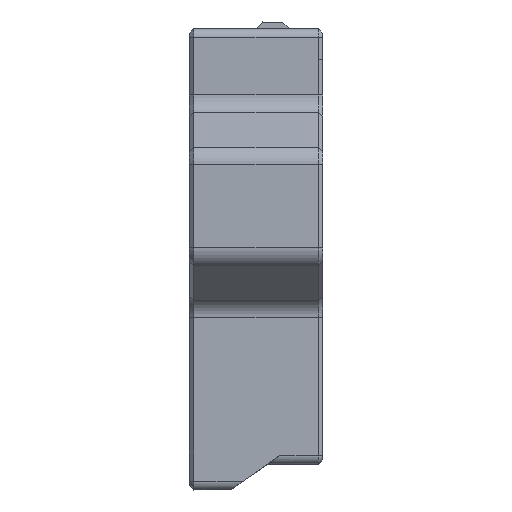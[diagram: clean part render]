
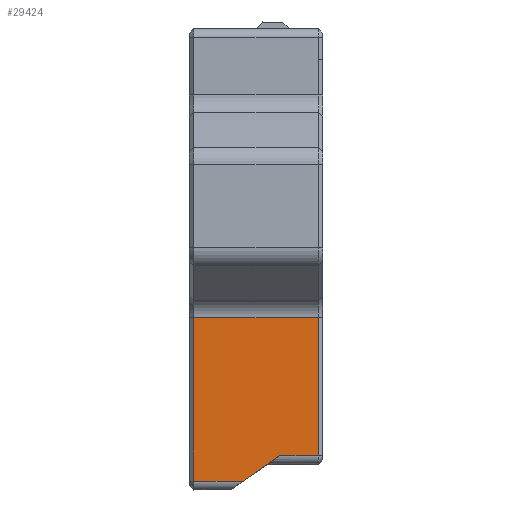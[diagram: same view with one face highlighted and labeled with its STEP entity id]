
A CAD part, front view. The second image highlights one B-rep face of the part: STEP entity #29424.
In plain terms, the highlighted face is planar.
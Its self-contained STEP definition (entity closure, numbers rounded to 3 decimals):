
#2422=PLANE('',#31594);
#3460=FACE_OUTER_BOUND('',#5187,.T.);
#5187=EDGE_LOOP('',(#22052,#22053,#22054,#22055,#22056,#22057));
#7322=LINE('',#46520,#10076);
#7374=LINE('',#46658,#10128);
#7378=LINE('',#46667,#10132);
#7397=LINE('',#46739,#10151);
#7398=LINE('',#46741,#10152);
#7399=LINE('',#46742,#10153);
#10076=VECTOR('',#36166,1000.);
#10128=VECTOR('',#36316,10.);
#10132=VECTOR('',#36326,10.);
#10151=VECTOR('',#36387,10.);
#10152=VECTOR('',#36388,1000.);
#10153=VECTOR('',#36389,10.);
#13025=VERTEX_POINT('',#46516);
#13027=VERTEX_POINT('',#46519);
#13063=VERTEX_POINT('',#46654);
#13064=VERTEX_POINT('',#46656);
#13077=VERTEX_POINT('',#46738);
#13078=VERTEX_POINT('',#46740);
#16249=EDGE_CURVE('',#13027,#13025,#7322,.T.);
#16319=EDGE_CURVE('',#13063,#13064,#7374,.T.);
#16324=EDGE_CURVE('',#13025,#13063,#7378,.T.);
#16350=EDGE_CURVE('',#13027,#13077,#7397,.T.);
#16351=EDGE_CURVE('',#13078,#13064,#7398,.T.);
#16352=EDGE_CURVE('',#13077,#13078,#7399,.T.);
#22052=ORIENTED_EDGE('',*,*,#16350,.F.);
#22053=ORIENTED_EDGE('',*,*,#16249,.T.);
#22054=ORIENTED_EDGE('',*,*,#16324,.T.);
#22055=ORIENTED_EDGE('',*,*,#16319,.T.);
#22056=ORIENTED_EDGE('',*,*,#16351,.F.);
#22057=ORIENTED_EDGE('',*,*,#16352,.F.);
#29424=ADVANCED_FACE('',(#3460),#2422,.T.);
#31594=AXIS2_PLACEMENT_3D('',#46737,#36385,#36386);
#36166=DIRECTION('',(-1.,0.,0.));
#36316=DIRECTION('',(1.,0.,0.));
#36326=DIRECTION('',(0.,-1.,0.));
#36385=DIRECTION('center_axis',(0.,0.,
1.));
#36386=DIRECTION('ref_axis',(0.,1.,0.));
#36387=DIRECTION('',(0.,-1.,0.));
#36388=DIRECTION('',(-0.819,-0.574,0.));
#36389=DIRECTION('',(-1.,0.,0.));
#46516=CARTESIAN_POINT('',(51.835,-100.976,19.503));
#46519=CARTESIAN_POINT('',(63.035,-100.976,19.503));
#46520=CARTESIAN_POINT('',(66.435,-100.976,19.503));
#46654=CARTESIAN_POINT('',(51.835,-115.691,19.503));
#46656=CARTESIAN_POINT('',(56.293,-115.691,19.503));
#46658=CARTESIAN_POINT('',(66.435,-115.691,19.503));
#46667=CARTESIAN_POINT('',(51.835,-96.822,19.503));
#46737=CARTESIAN_POINT('Origin',(66.435,-80.953,19.503));
#46738=CARTESIAN_POINT('',(63.035,-113.391,19.503));
#46739=CARTESIAN_POINT('',(63.035,-97.072,19.503));
#46740=CARTESIAN_POINT('',(59.578,-113.391,19.503));
#46741=CARTESIAN_POINT('',(67.05,-108.159,19.503));
#46742=CARTESIAN_POINT('',(62.435,-113.391,19.503));
